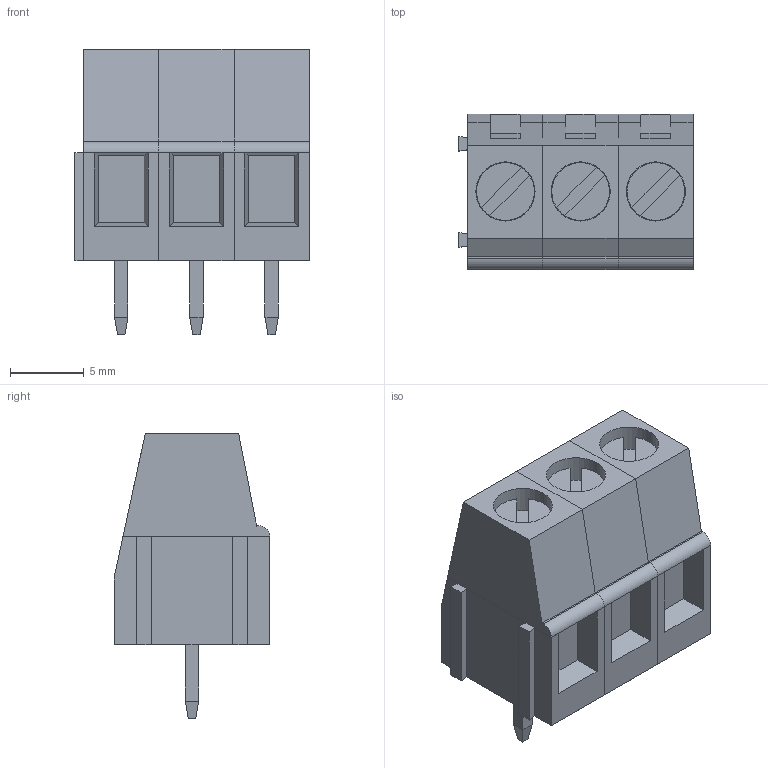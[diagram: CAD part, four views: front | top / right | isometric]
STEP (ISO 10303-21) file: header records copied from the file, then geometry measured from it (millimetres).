
FILE_DESCRIPTION (( 'STEP AP214' ), '1' );
FILE_NAME ('8DA3B369-5A0E-4E45-82AC-BD64FEE21025.STEP', '2023-11-20T15:30:03', ( '' ), ( '' ), 'SwSTEP 2.0', 'SolidWorks 2022', '' );
FILE_SCHEMA (( 'AUTOMOTIVE_DESIGN' ));
Length unit declared in the file: millimetre
Products named in the file (1): 8DA3B369-5A0E-4E45-82AC-BD64FEE21025
Bounding box: 15.84 x 10.5 x 19.3 mm (x, y, z)
Volume: 1726.3 mm3; surface area: 2551.1 mm2
Topology: 18 solids, 18 shells, 222 faces, 540 edges, 354 vertices
Faces by surface type: plane 198, cylinder 24
Entity records: 9044 total; most frequent: CARTESIAN_POINT 1126, ORIENTED_EDGE 1080, DIRECTION 1043, EDGE_CURVE 540, LINE 477, VECTOR 477, VERTEX_POINT 354, AXIS2_PLACEMENT_3D 283
